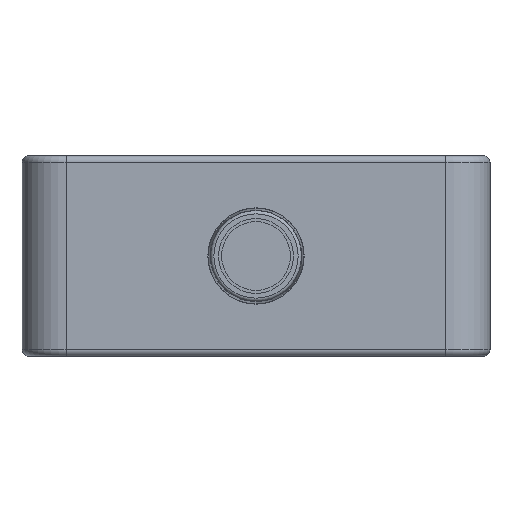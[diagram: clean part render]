
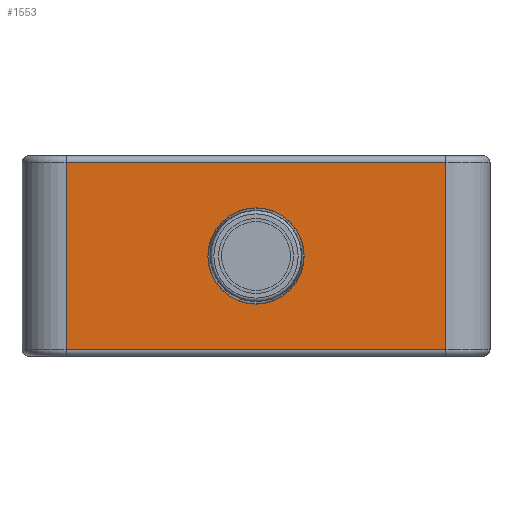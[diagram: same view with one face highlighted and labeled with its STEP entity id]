
A CAD part, front view. The second image highlights one B-rep face of the part: STEP entity #1553.
In plain terms, the highlighted planar face has unit normal (0, -1, 0).
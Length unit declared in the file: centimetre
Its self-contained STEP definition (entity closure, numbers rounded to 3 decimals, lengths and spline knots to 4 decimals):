
#114=LINE('',#2547,#250);
#115=LINE('',#2550,#251);
#116=LINE('',#2552,#252);
#117=LINE('',#2553,#253);
#250=VECTOR('',#2053,1.4);
#251=VECTOR('',#2056,2.84);
#252=VECTOR('',#2057,2.84);
#253=VECTOR('',#2058,1.4);
#367=PLANE('',#1697);
#408=FACE_BOUND('',#584,.T.);
#465=FACE_OUTER_BOUND('',#583,.T.);
#583=EDGE_LOOP('',(#1310,#1311,#1312,#1313));
#584=EDGE_LOOP('',(#1314));
#681=CIRCLE('',#1698,0.36);
#817=VERTEX_POINT('',#2541);
#819=VERTEX_POINT('',#2545);
#820=VERTEX_POINT('',#2549);
#821=VERTEX_POINT('',#2551);
#822=VERTEX_POINT('',#2554);
#992=EDGE_CURVE('',#819,#817,#114,.T.);
#993=EDGE_CURVE('',#817,#820,#115,.T.);
#994=EDGE_CURVE('',#821,#819,#116,.T.);
#995=EDGE_CURVE('',#820,#821,#117,.T.);
#996=EDGE_CURVE('',#822,#822,#681,.T.);
#1310=ORIENTED_EDGE('',*,*,#993,.F.);
#1311=ORIENTED_EDGE('',*,*,#992,.F.);
#1312=ORIENTED_EDGE('',*,*,#994,.F.);
#1313=ORIENTED_EDGE('',*,*,#995,.F.);
#1314=ORIENTED_EDGE('',*,*,#996,.T.);
#1553=ADVANCED_FACE('',(#465,#408),#367,.T.);
#1697=AXIS2_PLACEMENT_3D('',#2548,#2054,#2055);
#1698=AXIS2_PLACEMENT_3D('',#2555,#2059,#2060);
#2053=DIRECTION('',(0.,0.,1.));
#2054=DIRECTION('center_axis',(0.,-1.,0.));
#2055=DIRECTION('ref_axis',(1.,0.,0.));
#2056=DIRECTION('',(1.,0.,0.));
#2057=DIRECTION('',(-1.,0.,0.));
#2058=DIRECTION('',(0.,0.,-1.));
#2059=DIRECTION('center_axis',(0.,1.,0.));
#2060=DIRECTION('ref_axis',(-1.,0.,0.));
#2541=CARTESIAN_POINT('',(-1.8965,-2.2608,0.7));
#2545=CARTESIAN_POINT('',(-1.8965,-2.2608,-0.7));
#2547=CARTESIAN_POINT('',(-1.8965,-2.2608,-0.75));
#2548=CARTESIAN_POINT('Origin',(-2.2265,-2.2608,-0.75));
#2549=CARTESIAN_POINT('',(0.9435,-2.2608,0.7));
#2550=CARTESIAN_POINT('',(-1.789,-2.2608,0.7));
#2551=CARTESIAN_POINT('',(0.9435,-2.2608,-0.7));
#2552=CARTESIAN_POINT('',(-1.789,-2.2608,-0.7));
#2553=CARTESIAN_POINT('',(0.9435,-2.2608,-0.75));
#2554=CARTESIAN_POINT('',(-0.1165,-2.2608,0.));
#2555=CARTESIAN_POINT('Origin',(-0.4765,-2.2608,0.));
